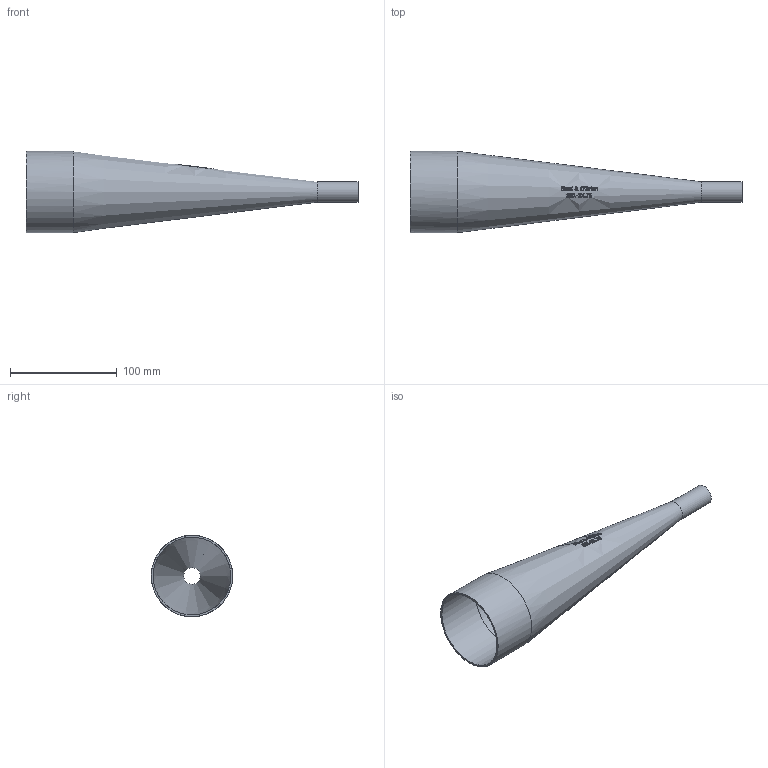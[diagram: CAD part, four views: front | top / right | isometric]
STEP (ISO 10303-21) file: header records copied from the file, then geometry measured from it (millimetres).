
FILE_DESCRIPTION(/* description */ (''),/* implementation_level */ '2;1');
FILE_NAME(/* name */ 'S31-3X.75.stp',/* time_stamp */ '2018-11-28T16:03:58-05:00',/* author */ ('rick'),/* organization */ (''),/* preprocessor_version */ 'ST-DEVELOPER v15.2',/* originating_system */ 'Autodesk Inventor 2014',/* authorisation */ '');
FILE_SCHEMA (('AUTOMOTIVE_DESIGN { 1 0 10303 214 3 1 1 }'));
Length unit declared in the file: inch
Products named in the file (1): S31-3X.75
Bounding box: 311.15 x 76.2 x 76.2 mm (x, y, z)
Volume: 75128 mm3; surface area: 92051.4 mm2
Topology: 1 solids, 1 shells, 370 faces, 1011 edges, 674 vertices
Faces by surface type: bspline 187, plane 146, cone 33, cylinder 4
Full cylindrical faces by diameter (mm): 15.748 x1, 19.05 x1, 72.898 x1, 76.2 x1
Entity records: 14961 total; most frequent: CARTESIAN_POINT 6706, ORIENTED_EDGE 2002, DIRECTION 1153, EDGE_CURVE 1001, VERTEX_POINT 670, LINE 465, VECTOR 465, EDGE_LOOP 409
